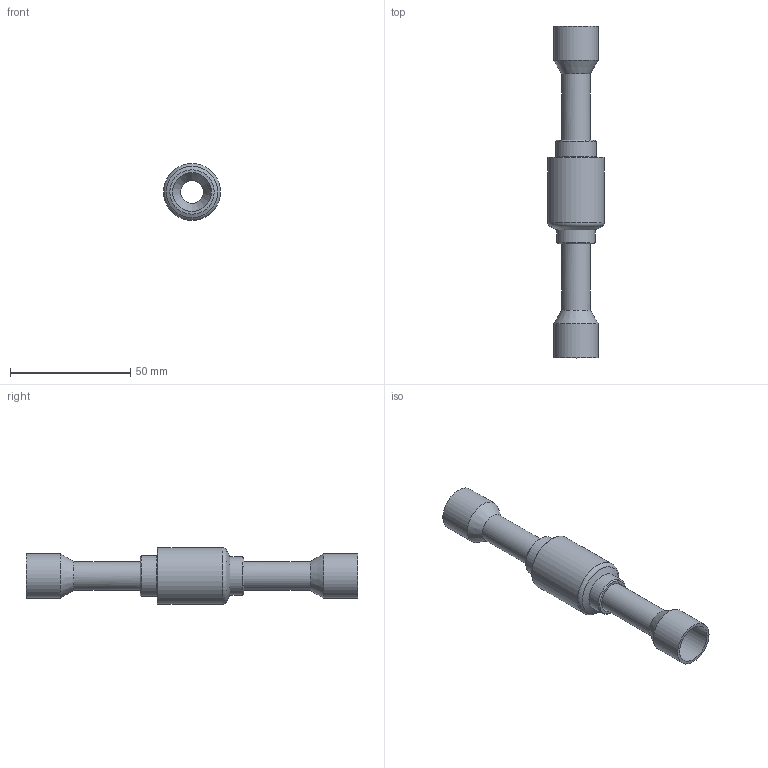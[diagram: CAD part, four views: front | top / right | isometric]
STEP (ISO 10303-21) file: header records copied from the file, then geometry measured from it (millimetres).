
FILE_DESCRIPTION(('TFLEX Exchange Step'),'2;1');
FILE_NAME('020-1054R.stp', '2024-09-17T15:12:07+03:00',('RUCO3026'),('Unknown organisation'),'TFLEX Exchange 2022.1','T-FLEX CAD','Unknown authorisation');
FILE_SCHEMA( ('AUTOMOTIVE_DESIGN { 1 0 10303 214 1 1 1 1 }') );
Length unit declared in the file: millimetre
Products named in the file (1): Nodes
Bounding box: 23.7 x 138.2 x 23.7 mm (x, y, z)
Volume: 12996.6 mm3; surface area: 14351.2 mm2
Topology: 1 solids, 1 shells, 47 faces, 134 edges, 97 vertices
Faces by surface type: cylinder 18, cone 17, plane 10, torus 2
Full cylindrical faces by diameter (mm): 9.6 x2, 10 x2, 12 x3, 16.1 x3, 17 x2, 18 x1, 18.5 x2, 19.6 x2, 23.7 x1
Entity records: 2589 total; most frequent: CARTESIAN_POINT 1239, DIRECTION 309, ORIENTED_EDGE 268, AXIS2_PLACEMENT_3D 137, EDGE_CURVE 134, VERTEX_POINT 97, CIRCLE 89, EDGE_LOOP 57
